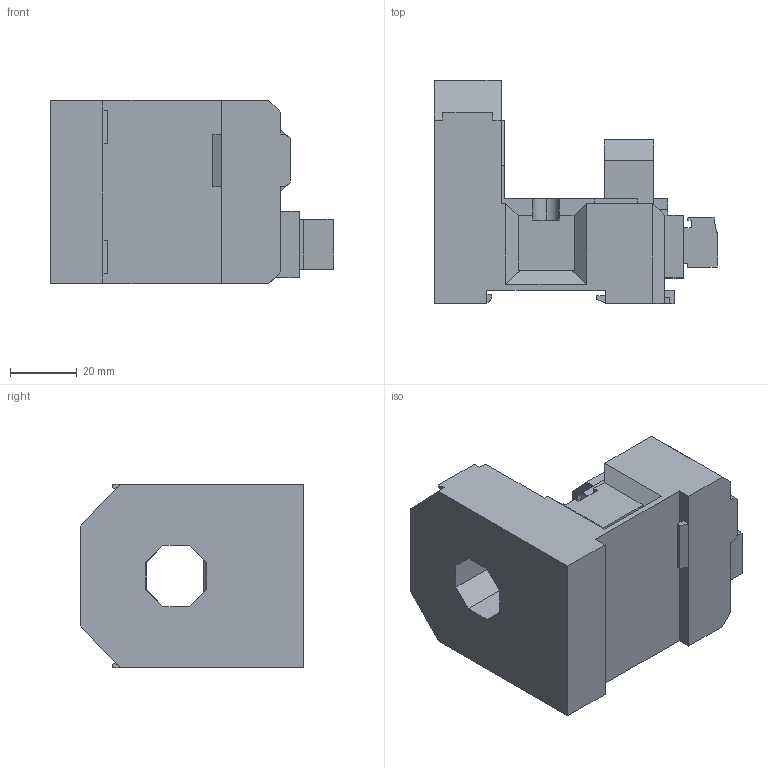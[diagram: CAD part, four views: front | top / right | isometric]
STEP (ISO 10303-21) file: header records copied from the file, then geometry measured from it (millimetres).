
FILE_DESCRIPTION(('SolidDesigner STEP Export'),'2;1');
FILE_NAME('2813486_MCR_SL_S_100_I_LP-select.stp','2010-09-24T 8:40:05',(''),(''),'CoCreate Modeling STEP processor for AP214 (Solid Model)','CoCreate Modeling 16.00A 16-Aug-2008 (C) Parametric Technology GmbH','');
FILE_SCHEMA(('AUTOMOTIVE_DESIGN { 1 0 10303 214 1 1 1 1 }'));
Length unit declared in the file: millimetre
Products named in the file (2): 2813486_MCR_SL_S_100_I_LP-select
Assembly tree (1 placements, depth 2):
  2813486_MCR_SL_S_100_I_LP-select
    2813486_MCR_SL_S_100_I_LP-select
Bounding box: 84.95 x 67 x 55 mm (x, y, z)
Volume: 138047.1 mm3; surface area: 25239.4 mm2
Topology: 1 solids, 3 shells, 254 faces, 690 edges, 454 vertices
Faces by surface type: plane 229, cylinder 25
Entity records: 8357 total; most frequent: ORIENTED_EDGE 1380, CARTESIAN_POINT 1363, DIRECTION 1143, EDGE_CURVE 690, VECTOR 627, LINE 627, VERTEX_POINT 454, EDGE_LOOP 272
